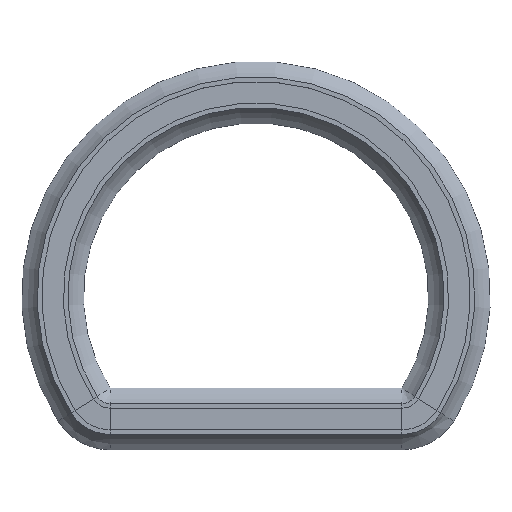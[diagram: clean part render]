
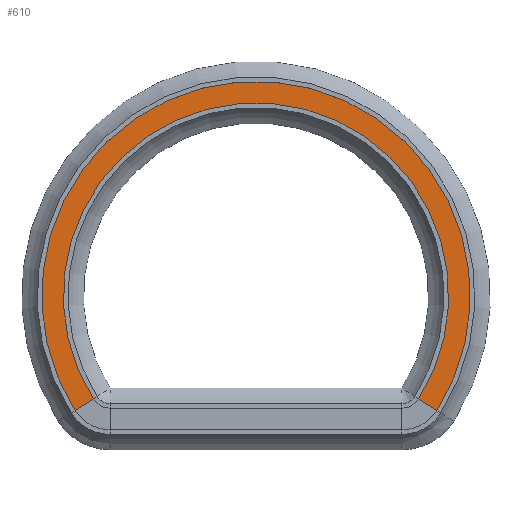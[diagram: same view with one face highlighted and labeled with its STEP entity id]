
A CAD part, top view. The second image highlights one B-rep face of the part: STEP entity #610.
In plain terms, the highlighted planar face has unit normal (0, 0, 1).
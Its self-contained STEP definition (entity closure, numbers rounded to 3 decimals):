
#49 = CYLINDRICAL_SURFACE('',#50,34.75);
#50 = AXIS2_PLACEMENT_3D('',#51,#52,#53);
#51 = CARTESIAN_POINT('',(0.,-6.,2.5));
#52 = DIRECTION('',(0.,0.,1.));
#53 = DIRECTION('',(1.,0.,0.));
#479 = CYLINDRICAL_SURFACE('',#480,31.25);
#480 = AXIS2_PLACEMENT_3D('',#481,#482,#483);
#481 = CARTESIAN_POINT('',(0.,-6.,1.5));
#482 = DIRECTION('',(0.,0.,1.));
#483 = DIRECTION('',(1.,0.,0.));
#521 = VERTEX_POINT('',#522);
#522 = CARTESIAN_POINT('',(26.387,-22.741,
    1.5));
#550 = EDGE_CURVE('',#521,#551,#553,.T.);
#551 = VERTEX_POINT('',#552);
#552 = CARTESIAN_POINT('',(-26.387,-22.741,
    1.5));
#553 = SURFACE_CURVE('',#554,(#559,#566),.PCURVE_S1.);
#554 = CIRCLE('',#555,31.25);
#555 = AXIS2_PLACEMENT_3D('',#556,#557,#558);
#556 = CARTESIAN_POINT('',(0.,-6.,1.5));
#557 = DIRECTION('',(0.,0.,1.));
#558 = DIRECTION('',(1.,0.,0.));
#559 = PCURVE('',#479,#560);
#560 = DEFINITIONAL_REPRESENTATION('',(#561),#565);
#561 = LINE('',#562,#563);
#562 = CARTESIAN_POINT('',(0.,0.));
#563 = VECTOR('',#564,1.);
#564 = DIRECTION('',(1.,0.));
#565 = ( GEOMETRIC_REPRESENTATION_CONTEXT(2) 
PARAMETRIC_REPRESENTATION_CONTEXT() REPRESENTATION_CONTEXT('2D SPACE',''
  ) );
#566 = PCURVE('',#567,#572);
#567 = PLANE('',#568);
#568 = AXIS2_PLACEMENT_3D('',#569,#570,#571);
#569 = CARTESIAN_POINT('',(0.,27.,1.5));
#570 = DIRECTION('',(0.,0.,-1.));
#571 = DIRECTION('',(-1.,0.,0.));
#572 = DEFINITIONAL_REPRESENTATION('',(#573),#581);
#573 = ( BOUNDED_CURVE() B_SPLINE_CURVE(2,(#574,#575,#576,#577,#578,#579
,#580),.UNSPECIFIED.,.T.,.F.) B_SPLINE_CURVE_WITH_KNOTS((1,2,2,2,2,1),(
    -2.094,0.,2.094,4.189,6.283,
8.378),.UNSPECIFIED.) CURVE() GEOMETRIC_REPRESENTATION_ITEM() 
RATIONAL_B_SPLINE_CURVE((1.,0.5,1.,0.5,1.,0.5,1.)) REPRESENTATION_ITEM(
  '') );
#574 = CARTESIAN_POINT('',(-31.25,-33.));
#575 = CARTESIAN_POINT('',(-31.25,21.127));
#576 = CARTESIAN_POINT('',(15.625,-5.937));
#577 = CARTESIAN_POINT('',(62.5,-33.));
#578 = CARTESIAN_POINT('',(15.625,-60.063));
#579 = CARTESIAN_POINT('',(-31.25,-87.127));
#580 = CARTESIAN_POINT('',(-31.25,-33.));
#581 = ( GEOMETRIC_REPRESENTATION_CONTEXT(2) 
PARAMETRIC_REPRESENTATION_CONTEXT() REPRESENTATION_CONTEXT('2D SPACE',''
  ) );
#610 = ADVANCED_FACE('',(#611),#567,.F.);
#611 = FACE_BOUND('',#612,.F.);
#612 = EDGE_LOOP('',(#613,#614,#642,#669));
#613 = ORIENTED_EDGE('',*,*,#550,.T.);
#614 = ORIENTED_EDGE('',*,*,#615,.T.);
#615 = EDGE_CURVE('',#551,#616,#618,.T.);
#616 = VERTEX_POINT('',#617);
#617 = CARTESIAN_POINT('',(-29.343,-24.616,
    1.5));
#618 = SURFACE_CURVE('',#619,(#623,#630),.PCURVE_S1.);
#619 = LINE('',#620,#621);
#620 = CARTESIAN_POINT('',(-29.343,-24.616,
    1.5));
#621 = VECTOR('',#622,1.);
#622 = DIRECTION('',(-0.844,-0.536,0.
    ));
#623 = PCURVE('',#567,#624);
#624 = DEFINITIONAL_REPRESENTATION('',(#625),#629);
#625 = LINE('',#626,#627);
#626 = CARTESIAN_POINT('',(29.343,-51.616));
#627 = VECTOR('',#628,1.);
#628 = DIRECTION('',(0.844,-0.536));
#629 = ( GEOMETRIC_REPRESENTATION_CONTEXT(2) 
PARAMETRIC_REPRESENTATION_CONTEXT() REPRESENTATION_CONTEXT('2D SPACE',''
  ) );
#630 = PCURVE('',#631,#636);
#631 = PLANE('',#632);
#632 = AXIS2_PLACEMENT_3D('',#633,#634,#635);
#633 = CARTESIAN_POINT('',(-26.052,-25.381,
    1.5));
#634 = DIRECTION('',(0.,0.,-1.));
#635 = DIRECTION('',(0.876,-0.482,0.)
  );
#636 = DEFINITIONAL_REPRESENTATION('',(#637),#641);
#637 = LINE('',#638,#639);
#638 = CARTESIAN_POINT('',(-3.252,0.915));
#639 = VECTOR('',#640,1.);
#640 = DIRECTION('',(-0.482,0.876));
#641 = ( GEOMETRIC_REPRESENTATION_CONTEXT(2) 
PARAMETRIC_REPRESENTATION_CONTEXT() REPRESENTATION_CONTEXT('2D SPACE',''
  ) );
#642 = ORIENTED_EDGE('',*,*,#643,.F.);
#643 = EDGE_CURVE('',#644,#616,#646,.T.);
#644 = VERTEX_POINT('',#645);
#645 = CARTESIAN_POINT('',(29.343,-24.616,
    1.5));
#646 = SURFACE_CURVE('',#647,(#652,#663),.PCURVE_S1.);
#647 = CIRCLE('',#648,34.75);
#648 = AXIS2_PLACEMENT_3D('',#649,#650,#651);
#649 = CARTESIAN_POINT('',(0.,-6.,1.5));
#650 = DIRECTION('',(0.,0.,1.));
#651 = DIRECTION('',(1.,0.,0.));
#652 = PCURVE('',#567,#653);
#653 = DEFINITIONAL_REPRESENTATION('',(#654),#662);
#654 = ( BOUNDED_CURVE() B_SPLINE_CURVE(2,(#655,#656,#657,#658,#659,#660
,#661),.UNSPECIFIED.,.T.,.F.) B_SPLINE_CURVE_WITH_KNOTS((1,2,2,2,2,1),(
    -2.094,0.,2.094,4.189,6.283,
8.378),.UNSPECIFIED.) CURVE() GEOMETRIC_REPRESENTATION_ITEM() 
RATIONAL_B_SPLINE_CURVE((1.,0.5,1.,0.5,1.,0.5,1.)) REPRESENTATION_ITEM(
  '') );
#655 = CARTESIAN_POINT('',(-34.75,-33.));
#656 = CARTESIAN_POINT('',(-34.75,27.189));
#657 = CARTESIAN_POINT('',(17.375,-2.906));
#658 = CARTESIAN_POINT('',(69.5,-33.));
#659 = CARTESIAN_POINT('',(17.375,-63.094));
#660 = CARTESIAN_POINT('',(-34.75,-93.189));
#661 = CARTESIAN_POINT('',(-34.75,-33.));
#662 = ( GEOMETRIC_REPRESENTATION_CONTEXT(2) 
PARAMETRIC_REPRESENTATION_CONTEXT() REPRESENTATION_CONTEXT('2D SPACE',''
  ) );
#663 = PCURVE('',#49,#664);
#664 = DEFINITIONAL_REPRESENTATION('',(#665),#668);
#665 = B_SPLINE_CURVE_WITH_KNOTS('',1,(#666,#667),.UNSPECIFIED.,.F.,.F.,
  (2,2),(5.718,9.99),.PIECEWISE_BEZIER_KNOTS.);
#666 = CARTESIAN_POINT('',(5.718,-1.));
#667 = CARTESIAN_POINT('',(9.99,-1.));
#668 = ( GEOMETRIC_REPRESENTATION_CONTEXT(2) 
PARAMETRIC_REPRESENTATION_CONTEXT() REPRESENTATION_CONTEXT('2D SPACE',''
  ) );
#669 = ORIENTED_EDGE('',*,*,#670,.F.);
#670 = EDGE_CURVE('',#521,#644,#671,.T.);
#671 = SURFACE_CURVE('',#672,(#676,#683),.PCURVE_S1.);
#672 = LINE('',#673,#674);
#673 = CARTESIAN_POINT('',(29.343,-24.616,
    1.5));
#674 = VECTOR('',#675,1.);
#675 = DIRECTION('',(0.844,-0.536,0.)
  );
#676 = PCURVE('',#567,#677);
#677 = DEFINITIONAL_REPRESENTATION('',(#678),#682);
#678 = LINE('',#679,#680);
#679 = CARTESIAN_POINT('',(-29.343,-51.616));
#680 = VECTOR('',#681,1.);
#681 = DIRECTION('',(-0.844,-0.536));
#682 = ( GEOMETRIC_REPRESENTATION_CONTEXT(2) 
PARAMETRIC_REPRESENTATION_CONTEXT() REPRESENTATION_CONTEXT('2D SPACE',''
  ) );
#683 = PCURVE('',#684,#689);
#684 = PLANE('',#685);
#685 = AXIS2_PLACEMENT_3D('',#686,#687,#688);
#686 = CARTESIAN_POINT('',(26.052,-25.381,
    1.5));
#687 = DIRECTION('',(0.,0.,-1.));
#688 = DIRECTION('',(0.876,0.482,0.));
#689 = DEFINITIONAL_REPRESENTATION('',(#690),#694);
#690 = LINE('',#691,#692);
#691 = CARTESIAN_POINT('',(3.252,0.915));
#692 = VECTOR('',#693,1.);
#693 = DIRECTION('',(0.482,0.876));
#694 = ( GEOMETRIC_REPRESENTATION_CONTEXT(2) 
PARAMETRIC_REPRESENTATION_CONTEXT() REPRESENTATION_CONTEXT('2D SPACE',''
  ) );
